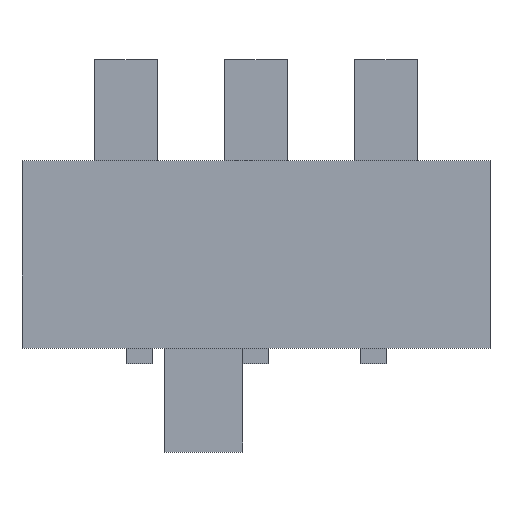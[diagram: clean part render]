
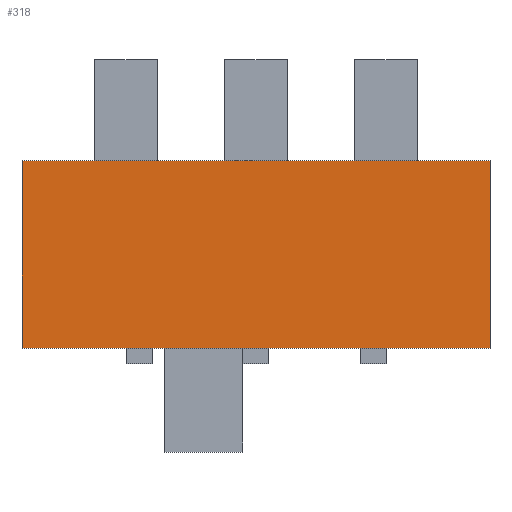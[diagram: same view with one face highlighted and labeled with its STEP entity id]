
A CAD part, top view. The second image highlights one B-rep face of the part: STEP entity #318.
In plain terms, the highlighted planar face has unit normal (0, 0, 1).
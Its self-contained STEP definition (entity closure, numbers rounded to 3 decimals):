
#24 = VERTEX_POINT('',#25);
#25 = CARTESIAN_POINT('',(-4.5,-1.8,3.5));
#31 = EDGE_CURVE('',#24,#32,#34,.T.);
#32 = VERTEX_POINT('',#33);
#33 = CARTESIAN_POINT('',(4.5,-1.8,3.5));
#34 = LINE('',#35,#36);
#35 = CARTESIAN_POINT('',(-4.5,-1.8,3.5));
#36 = VECTOR('',#37,1.);
#37 = DIRECTION('',(1.,0.,0.));
#200 = VERTEX_POINT('',#201);
#201 = CARTESIAN_POINT('',(-4.5,1.8,3.5));
#207 = EDGE_CURVE('',#200,#24,#208,.T.);
#208 = LINE('',#209,#210);
#209 = CARTESIAN_POINT('',(-4.5,1.8,3.5));
#210 = VECTOR('',#211,1.);
#211 = DIRECTION('',(0.,-1.,0.));
#318 = ADVANCED_FACE('',(#319),#337,.T.);
#319 = FACE_BOUND('',#320,.T.);
#320 = EDGE_LOOP('',(#321,#322,#330,#336));
#321 = ORIENTED_EDGE('',*,*,#31,.T.);
#322 = ORIENTED_EDGE('',*,*,#323,.T.);
#323 = EDGE_CURVE('',#32,#324,#326,.T.);
#324 = VERTEX_POINT('',#325);
#325 = CARTESIAN_POINT('',(4.5,1.8,3.5));
#326 = LINE('',#327,#328);
#327 = CARTESIAN_POINT('',(4.5,-1.8,3.5));
#328 = VECTOR('',#329,1.);
#329 = DIRECTION('',(0.,1.,0.));
#330 = ORIENTED_EDGE('',*,*,#331,.T.);
#331 = EDGE_CURVE('',#324,#200,#332,.T.);
#332 = LINE('',#333,#334);
#333 = CARTESIAN_POINT('',(4.5,1.8,3.5));
#334 = VECTOR('',#335,1.);
#335 = DIRECTION('',(-1.,0.,0.));
#336 = ORIENTED_EDGE('',*,*,#207,.T.);
#337 = PLANE('',#338);
#338 = AXIS2_PLACEMENT_3D('',#339,#340,#341);
#339 = CARTESIAN_POINT('',(0.,0.,3.5));
#340 = DIRECTION('',(0.,0.,1.));
#341 = DIRECTION('',(1.,0.,0.));
